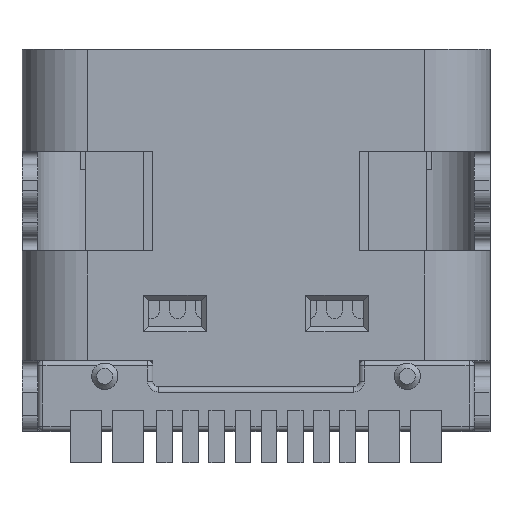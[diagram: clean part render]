
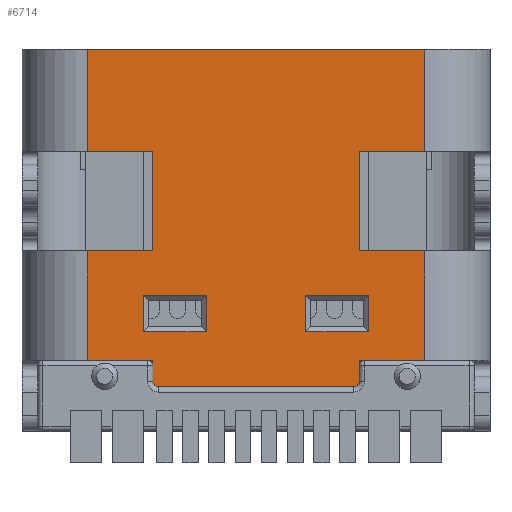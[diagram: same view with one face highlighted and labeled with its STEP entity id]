
A CAD part, top view. The second image highlights one B-rep face of the part: STEP entity #6714.
In plain terms, the highlighted planar face has unit normal (0, 0, 1).
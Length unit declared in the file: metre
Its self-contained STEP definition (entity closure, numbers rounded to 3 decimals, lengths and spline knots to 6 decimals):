
#2191=ORIENTED_EDGE('',*,*,#3064,.F.);
#2192=ORIENTED_EDGE('',*,*,#2994,.F.);
#2193=ORIENTED_EDGE('',*,*,#3131,.F.);
#2194=ORIENTED_EDGE('',*,*,#3135,.T.);
#2195=ORIENTED_EDGE('',*,*,#3173,.T.);
#2196=ORIENTED_EDGE('',*,*,#3127,.T.);
#2197=ORIENTED_EDGE('',*,*,#3113,.F.);
#2198=ORIENTED_EDGE('',*,*,#3120,.F.);
#2199=ORIENTED_EDGE('',*,*,#3193,.T.);
#2200=ORIENTED_EDGE('',*,*,#3185,.F.);
#2201=ORIENTED_EDGE('',*,*,#3198,.T.);
#2202=ORIENTED_EDGE('',*,*,#3046,.T.);
#2203=ORIENTED_EDGE('',*,*,#3055,.F.);
#2204=ORIENTED_EDGE('',*,*,#3051,.F.);
#2205=ORIENTED_EDGE('',*,*,#3200,.T.);
#2206=ORIENTED_EDGE('',*,*,#3062,.F.);
#2207=ORIENTED_EDGE('',*,*,#2947,.T.);
#2208=ORIENTED_EDGE('',*,*,#2941,.T.);
#2209=ORIENTED_EDGE('',*,*,#2943,.T.);
#2210=ORIENTED_EDGE('',*,*,#2949,.T.);
#2211=ORIENTED_EDGE('',*,*,#2959,.T.);
#2212=ORIENTED_EDGE('',*,*,#2953,.T.);
#2213=ORIENTED_EDGE('',*,*,#2955,.T.);
#2214=ORIENTED_EDGE('',*,*,#2961,.T.);
#2941=EDGE_CURVE('',#3640,#3643,#4344,.T.);
#2943=EDGE_CURVE('',#3643,#3645,#4346,.T.);
#2947=EDGE_CURVE('',#3646,#3640,#4350,.T.);
#2949=EDGE_CURVE('',#3645,#3646,#4352,.T.);
#2953=EDGE_CURVE('',#3648,#3651,#4356,.T.);
#2955=EDGE_CURVE('',#3651,#3653,#4358,.T.);
#2959=EDGE_CURVE('',#3654,#3648,#4362,.T.);
#2961=EDGE_CURVE('',#3653,#3654,#4364,.T.);
#2994=EDGE_CURVE('',#3672,#3673,#4397,.T.);
#3046=EDGE_CURVE('',#3715,#3714,#4430,.T.);
#3051=EDGE_CURVE('',#3718,#3719,#4433,.T.);
#3055=EDGE_CURVE('',#3719,#3714,#4436,.T.);
#3062=EDGE_CURVE('',#3726,#3727,#4442,.T.);
#3064=EDGE_CURVE('',#3673,#3726,#4443,.T.);
#3113=EDGE_CURVE('',#3762,#3763,#4474,.T.);
#3120=EDGE_CURVE('',#3768,#3762,#4480,.T.);
#3127=EDGE_CURVE('',#3773,#3763,#4485,.T.);
#3131=EDGE_CURVE('',#3775,#3672,#4488,.T.);
#3135=EDGE_CURVE('',#3775,#3778,#4491,.T.);
#3173=EDGE_CURVE('',#3778,#3773,#4518,.T.);
#3185=EDGE_CURVE('',#3809,#3810,#4525,.T.);
#3193=EDGE_CURVE('',#3768,#3810,#4532,.T.);
#3198=EDGE_CURVE('',#3809,#3715,#4537,.T.);
#3200=EDGE_CURVE('',#3718,#3727,#4539,.T.);
#3640=VERTEX_POINT('',#11076);
#3643=VERTEX_POINT('',#11081);
#3645=VERTEX_POINT('',#11086);
#3646=VERTEX_POINT('',#11091);
#3648=VERTEX_POINT('',#11100);
#3651=VERTEX_POINT('',#11105);
#3653=VERTEX_POINT('',#11110);
#3654=VERTEX_POINT('',#11115);
#3672=VERTEX_POINT('',#11188);
#3673=VERTEX_POINT('',#11189);
#3714=VERTEX_POINT('',#11295);
#3715=VERTEX_POINT('',#11297);
#3718=VERTEX_POINT('',#11305);
#3719=VERTEX_POINT('',#11307);
#3726=VERTEX_POINT('',#11326);
#3727=VERTEX_POINT('',#11328);
#3762=VERTEX_POINT('',#11431);
#3763=VERTEX_POINT('',#11432);
#3768=VERTEX_POINT('',#11444);
#3773=VERTEX_POINT('',#11458);
#3775=VERTEX_POINT('',#11464);
#3778=VERTEX_POINT('',#11472);
#3809=VERTEX_POINT('',#11570);
#3810=VERTEX_POINT('',#11572);
#4344=LINE('',#11082,#5079);
#4346=LINE('',#11087,#5081);
#4350=LINE('',#11094,#5085);
#4352=LINE('',#11097,#5087);
#4356=LINE('',#11106,#5091);
#4358=LINE('',#11111,#5093);
#4362=LINE('',#11118,#5097);
#4364=LINE('',#11121,#5099);
#4397=LINE('',#11187,#5132);
#4430=LINE('',#11296,#5165);
#4433=LINE('',#11306,#5168);
#4436=LINE('',#11314,#5171);
#4442=LINE('',#11327,#5177);
#4443=LINE('',#11331,#5178);
#4474=LINE('',#11430,#5209);
#4480=LINE('',#11445,#5215);
#4485=LINE('',#11457,#5220);
#4488=LINE('',#11465,#5223);
#4491=LINE('',#11473,#5226);
#4518=LINE('',#11546,#5253);
#4525=LINE('',#11571,#5260);
#4532=LINE('',#11585,#5267);
#4537=LINE('',#11594,#5272);
#4539=LINE('',#11597,#5274);
#5079=VECTOR('',#9081,1.);
#5081=VECTOR('',#9085,1.);
#5085=VECTOR('',#9091,1.);
#5087=VECTOR('',#9095,1.);
#5091=VECTOR('',#9101,1.);
#5093=VECTOR('',#9105,1.);
#5097=VECTOR('',#9111,1.);
#5099=VECTOR('',#9115,1.);
#5132=VECTOR('',#9182,1.);
#5165=VECTOR('',#9281,1.);
#5168=VECTOR('',#9290,1.);
#5171=VECTOR('',#9297,1.);
#5177=VECTOR('',#9307,1.);
#5178=VECTOR('',#9312,1.);
#5209=VECTOR('',#9411,1.);
#5215=VECTOR('',#9421,1.);
#5220=VECTOR('',#9432,1.);
#5223=VECTOR('',#9439,1.);
#5226=VECTOR('',#9446,1.);
#5253=VECTOR('',#9523,1.);
#5260=VECTOR('',#9546,1.);
#5267=VECTOR('',#9563,1.);
#5272=VECTOR('',#9576,1.);
#5274=VECTOR('',#9580,1.);
#5670=EDGE_LOOP('',(#2191,#2192,#2193,#2194,#2195,#2196,#2197,#2198,#2199,
#2200,#2201,#2202,#2203,#2204,#2205,#2206));
#5671=EDGE_LOOP('',(#2207,#2208,#2209,#2210));
#5672=EDGE_LOOP('',(#2211,#2212,#2213,#2214));
#6065=FACE_BOUND('',#5670,.T.);
#6066=FACE_BOUND('',#5671,.T.);
#6067=FACE_BOUND('',#5672,.T.);
#6332=PLANE('',#7656);
#6714=ADVANCED_FACE('',(#6065,#6066,#6067),#6332,.F.);
#7656=AXIS2_PLACEMENT_3D('',#11602,#9586,#9587);
#9081=DIRECTION('',(0.,-1.,0.));
#9085=DIRECTION('',(-1.,0.,0.));
#9091=DIRECTION('',(1.,0.,0.));
#9095=DIRECTION('',(0.,1.,0.));
#9101=DIRECTION('',(-1.,0.,0.));
#9105=DIRECTION('',(0.,1.,0.));
#9111=DIRECTION('',(0.,-1.,0.));
#9115=DIRECTION('',(1.,0.,0.));
#9182=DIRECTION('',(-1.,0.,0.));
#9281=DIRECTION('',(1.,0.,0.));
#9290=DIRECTION('',(1.,0.,0.));
#9297=DIRECTION('',(0.,1.,0.));
#9307=DIRECTION('',(-1.,0.,0.));
#9312=DIRECTION('',(0.,1.,0.));
#9411=DIRECTION('',(0.,-1.,0.));
#9421=DIRECTION('',(-1.,0.,0.));
#9432=DIRECTION('',(-1.,0.,0.));
#9439=DIRECTION('',(0.,-1.,0.));
#9446=DIRECTION('',(1.,0.,0.));
#9523=DIRECTION('',(0.,1.,0.));
#9546=DIRECTION('',(1.,0.,0.));
#9563=DIRECTION('',(0.,1.,0.));
#9576=DIRECTION('',(0.,-1.,0.));
#9580=DIRECTION('',(0.,-1.,0.));
#9586=DIRECTION('',(0.,0.,-1.));
#9587=DIRECTION('',(-1.,0.,0.));
#11076=CARTESIAN_POINT('',(-0.00095,-0.0047,0.001605));
#11081=CARTESIAN_POINT('',(-0.00095,-0.0054,0.001605));
#11082=CARTESIAN_POINT('',(-0.00095,0.,0.001605));
#11086=CARTESIAN_POINT('',(-0.00215,-0.0054,0.001605));
#11087=CARTESIAN_POINT('',(-0.00447,-0.0054,0.001605));
#11091=CARTESIAN_POINT('',(-0.00215,-0.0047,0.001605));
#11094=CARTESIAN_POINT('',(-0.00447,-0.0047,0.001605));
#11097=CARTESIAN_POINT('',(-0.00215,0.,0.001605));
#11100=CARTESIAN_POINT('',(0.00215,-0.0054,0.001605));
#11105=CARTESIAN_POINT('',(0.00095,-0.0054,0.001605));
#11106=CARTESIAN_POINT('',(-0.00447,-0.0054,0.001605));
#11110=CARTESIAN_POINT('',(0.00095,-0.0047,0.001605));
#11111=CARTESIAN_POINT('',(0.00095,0.,0.001605));
#11115=CARTESIAN_POINT('',(0.00215,-0.0047,0.001605));
#11118=CARTESIAN_POINT('',(0.00215,0.,0.001605));
#11121=CARTESIAN_POINT('',(-0.00447,-0.0047,0.001605));
#11187=CARTESIAN_POINT('',(0.00197,-0.00645,0.001605));
#11188=CARTESIAN_POINT('',(0.00197,-0.00645,0.001605));
#11189=CARTESIAN_POINT('',(-0.00197,-0.00645,0.001605));
#11295=CARTESIAN_POINT('',(-0.00197,-0.00195,0.001605));
#11296=CARTESIAN_POINT('',(-0.00447,-0.00195,0.001605));
#11297=CARTESIAN_POINT('',(-0.00322,-0.00195,0.001605));
#11305=CARTESIAN_POINT('',(-0.00322,-0.00385,0.001605));
#11306=CARTESIAN_POINT('',(0.00197,-0.00385,0.001605));
#11307=CARTESIAN_POINT('',(-0.00197,-0.00385,0.001605));
#11314=CARTESIAN_POINT('',(-0.00197,0.,0.001605));
#11326=CARTESIAN_POINT('',(-0.00197,-0.00595,0.001605));
#11327=CARTESIAN_POINT('',(0.00197,-0.00595,0.001605));
#11328=CARTESIAN_POINT('',(-0.00322,-0.00595,0.001605));
#11331=CARTESIAN_POINT('',(-0.00197,0.,0.001605));
#11430=CARTESIAN_POINT('',(0.00197,0.,0.001605));
#11431=CARTESIAN_POINT('',(0.00197,-0.00195,0.001605));
#11432=CARTESIAN_POINT('',(0.00197,-0.00385,0.001605));
#11444=CARTESIAN_POINT('',(0.00322,-0.00195,0.001605));
#11445=CARTESIAN_POINT('',(-0.00447,-0.00195,0.001605));
#11457=CARTESIAN_POINT('',(-0.00447,-0.00385,0.001605));
#11458=CARTESIAN_POINT('',(0.00322,-0.00385,0.001605));
#11464=CARTESIAN_POINT('',(0.00197,-0.00595,0.001605));
#11465=CARTESIAN_POINT('',(0.00197,0.,0.001605));
#11472=CARTESIAN_POINT('',(0.00322,-0.00595,0.001605));
#11473=CARTESIAN_POINT('',(-0.00447,-0.00595,0.001605));
#11546=CARTESIAN_POINT('',(0.00322,0.,0.001605));
#11570=CARTESIAN_POINT('',(-0.00322,0.,0.001605));
#11571=CARTESIAN_POINT('',(-0.00447,0.,0.001605));
#11572=CARTESIAN_POINT('',(0.00322,0.,0.001605));
#11585=CARTESIAN_POINT('',(0.00322,0.,0.001605));
#11594=CARTESIAN_POINT('',(-0.00322,0.,0.001605));
#11597=CARTESIAN_POINT('',(-0.00322,0.,0.001605));
#11602=CARTESIAN_POINT('',(-0.00447,0.,0.001605));
